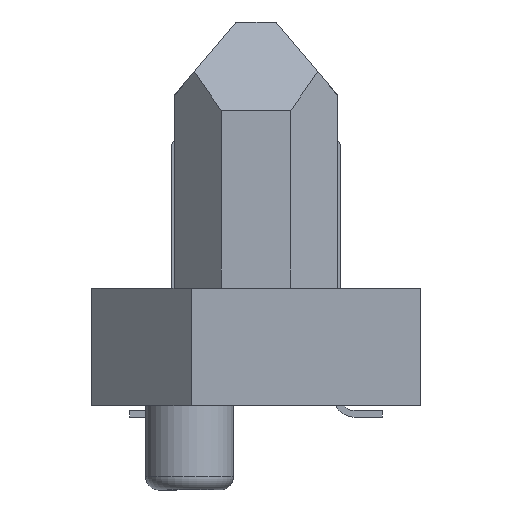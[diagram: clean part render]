
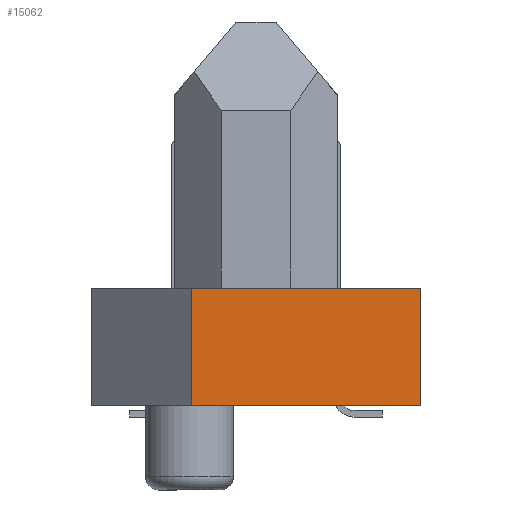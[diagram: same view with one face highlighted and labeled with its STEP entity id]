
A CAD part, left-side view. The second image highlights one B-rep face of the part: STEP entity #15062.
In plain terms, the highlighted planar face has unit normal (-1, 0, 0).
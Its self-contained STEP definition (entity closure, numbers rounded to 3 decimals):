
#296=FACE_OUTER_BOUND($,#1071,.T.);
#1071=EDGE_LOOP($,(#10609,#10610,#10611,#10612));
#1970=LINE($,#21045,#4069);
#2224=LINE($,#21560,#4323);
#2606=LINE($,#22322,#4705);
#2607=LINE($,#22323,#4706);
#4069=VECTOR($,#16923,3.45);
#4323=VECTOR($,#17185,3.45);
#4705=VECTOR($,#17579,1.765);
#4706=VECTOR($,#17580,1.765);
#6165=VERTEX_POINT($,#21042);
#6166=VERTEX_POINT($,#21044);
#6422=VERTEX_POINT($,#21557);
#6423=VERTEX_POINT($,#21559);
#7681=EDGE_CURVE($,#6166,#6165,#1970,.T.);
#7938=EDGE_CURVE($,#6422,#6423,#2224,.T.);
#8322=EDGE_CURVE($,#6423,#6165,#2606,.T.);
#8323=EDGE_CURVE($,#6422,#6166,#2607,.T.);
#10609=ORIENTED_EDGE($,*,*,#7681,.T.);
#10610=ORIENTED_EDGE($,*,*,#8322,.F.);
#10611=ORIENTED_EDGE($,*,*,#7938,.F.);
#10612=ORIENTED_EDGE($,*,*,#8323,.T.);
#14378=PLANE($,#15846);
#15062=ADVANCED_FACE($,(#296),#14378,.F.);
#15846=AXIS2_PLACEMENT_3D($,#22321,#17577,#17578);
#16923=DIRECTION($,(0.,-1.,0.));
#17185=DIRECTION($,(0.,-1.,0.));
#17577=DIRECTION('center_axis',(1.,0.,0.));
#17578=DIRECTION('ref_axis',(0.,1.,0.));
#17579=DIRECTION($,(0.,0.,-1.));
#17580=DIRECTION($,(0.,0.,-1.));
#21042=CARTESIAN_POINT('',(-10.9,-2.475,0.175));
#21044=CARTESIAN_POINT('',(-10.9,0.975,0.175));
#21045=CARTESIAN_POINT($,(-10.9,0.975,0.175));
#21557=CARTESIAN_POINT('',(-10.9,0.975,1.94));
#21559=CARTESIAN_POINT('',(-10.9,-2.475,1.94));
#21560=CARTESIAN_POINT($,(-10.9,0.975,1.94));
#22321=CARTESIAN_POINT('Origin',(-10.9,0.975,1.94));
#22322=CARTESIAN_POINT($,(-10.9,-2.475,1.94));
#22323=CARTESIAN_POINT($,(-10.9,0.975,1.94));
